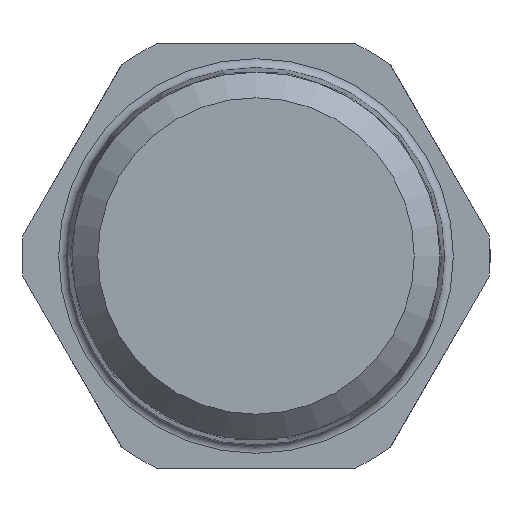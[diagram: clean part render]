
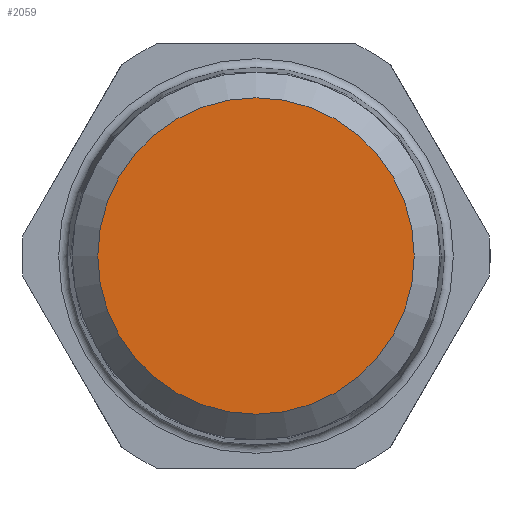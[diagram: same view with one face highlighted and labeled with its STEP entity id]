
A CAD part, left-side view. The second image highlights one B-rep face of the part: STEP entity #2059.
In plain terms, the highlighted planar face has unit normal (-1, 0, 0).
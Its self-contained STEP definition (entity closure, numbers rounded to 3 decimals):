
#154=PLANE('',#2306);
#277=FACE_OUTER_BOUND('',#393,.T.);
#393=EDGE_LOOP('',(#1697,#1698));
#697=CIRCLE('',#2307,8.956);
#698=CIRCLE('',#2308,8.956);
#885=VERTEX_POINT('',#3964);
#886=VERTEX_POINT('',#3965);
#1164=EDGE_CURVE('',#885,#886,#697,.T.);
#1165=EDGE_CURVE('',#886,#885,#698,.T.);
#1697=ORIENTED_EDGE('',*,*,#1164,.F.);
#1698=ORIENTED_EDGE('',*,*,#1165,.F.);
#2059=ADVANCED_FACE('',(#277),#154,.T.);
#2306=AXIS2_PLACEMENT_3D('',#3963,#2824,#2825);
#2307=AXIS2_PLACEMENT_3D('',#3966,#2826,#2827);
#2308=AXIS2_PLACEMENT_3D('',#3967,#2828,#2829);
#2824=DIRECTION('center_axis',(-1.,0.,0.));
#2825=DIRECTION('ref_axis',(0.,0.,-1.));
#2826=DIRECTION('center_axis',(1.,0.,0.));
#2827=DIRECTION('ref_axis',(0.,0.,
1.));
#2828=DIRECTION('center_axis',(1.,0.,0.));
#2829=DIRECTION('ref_axis',(0.,0.,
1.));
#3963=CARTESIAN_POINT('Origin',(-20.9,-8.956,0.));
#3964=CARTESIAN_POINT('',(-20.9,-8.956,0.));
#3965=CARTESIAN_POINT('',(-20.9,8.956,0.));
#3966=CARTESIAN_POINT('Origin',(-20.9,0.,
0.));
#3967=CARTESIAN_POINT('Origin',(-20.9,0.,
0.));
